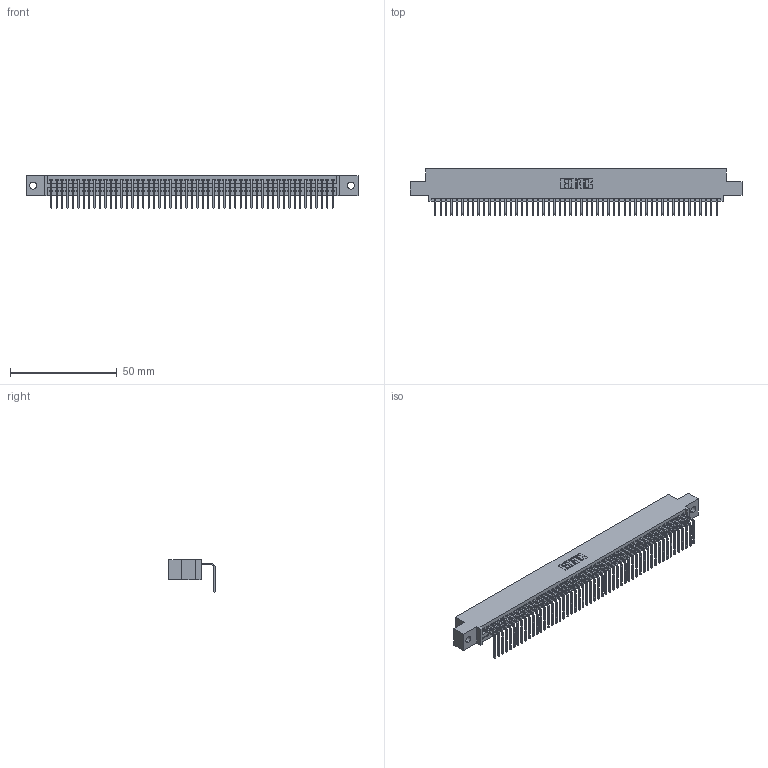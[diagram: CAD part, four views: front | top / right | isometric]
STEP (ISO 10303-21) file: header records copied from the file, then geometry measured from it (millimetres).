
FILE_DESCRIPTION (( 'STEP AP203' ), '1' );
FILE_NAME ('395-053-558-402.STEP', '2018-11-21T05:23:06', ( '' ), ( '' ), 'SwSTEP 2.0', 'SolidWorks 2016', '' );
FILE_SCHEMA (( 'CONFIG_CONTROL_DESIGN' ));
Length unit declared in the file: inch
Products named in the file (3): 345-292-001_558 Tail - 2; 345 Part_0.110 Offset - 0.128 Dia; 395-053-558-402
Assembly tree (54 placements, depth 2):
  395-053-558-402
    345 Part_0.110 Offset - 0.128 Dia
    345-292-001_558 Tail - 2  x53
Bounding box: 155.83 x 21.83 x 15.37 mm (x, y, z)
Volume: 14957.4 mm3; surface area: 20874.6 mm2
Topology: 54 solids, 54 shells, 3310 faces, 9999 edges, 6594 vertices
Faces by surface type: plane 2310, cylinder 1000
Entity records: 38627 total; most frequent: CARTESIAN_POINT 6699, ORIENTED_EDGE 6686, DIRECTION 5833, EDGE_CURVE 3343, LINE 2999, VECTOR 2999, VERTEX_POINT 2226, AXIS2_PLACEMENT_3D 1417
